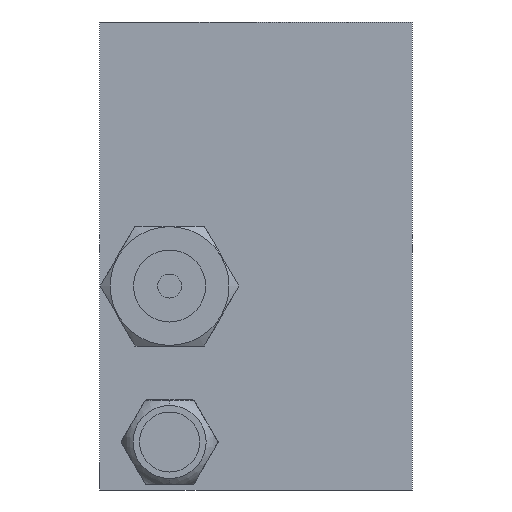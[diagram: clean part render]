
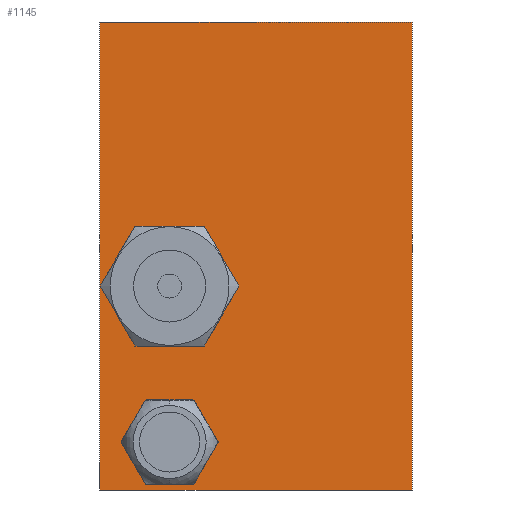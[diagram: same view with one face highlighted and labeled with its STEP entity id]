
A CAD part, left-side view. The second image highlights one B-rep face of the part: STEP entity #1145.
In plain terms, the highlighted planar face has unit normal (-1, 0, 0).
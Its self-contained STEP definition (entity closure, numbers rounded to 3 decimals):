
#31 = CIRCLE ( 'NONE', #2365, 2.525 ) ;
#52 = LINE ( 'NONE', #5684, #165 ) ;
#105 = VECTOR ( 'NONE', #5679, 1000. ) ;
#107 = CIRCLE ( 'NONE', #2366, 2.525 ) ;
#157 = CIRCLE ( 'NONE', #2224, 2.525 ) ;
#163 = LINE ( 'NONE', #5701, #105 ) ;
#165 = VECTOR ( 'NONE', #5682, 1000. ) ;
#236 = VECTOR ( 'NONE', #1240, 1000. ) ;
#244 = LINE ( 'NONE', #1364, #236 ) ;
#444 = FACE_BOUND ( 'NONE', #4172, .T. ) ;
#469 = FACE_OUTER_BOUND ( 'NONE', #4102, .T. ) ;
#475 = FACE_BOUND ( 'NONE', #4015, .T. ) ;
#628 = DIRECTION ( 'NONE',  ( 0., 0., 1. ) ) ;
#629 = DIRECTION ( 'NONE',  ( -1., 0., 0. ) ) ;
#630 = CARTESIAN_POINT ( 'NONE',  ( -37.333, 26.512, -2.5 ) ) ;
#633 = DIRECTION ( 'NONE',  ( 0., -1., 0. ) ) ;
#645 = CARTESIAN_POINT ( 'NONE',  ( -37.333, 6.312, 19.5 ) ) ;
#679 = CARTESIAN_POINT ( 'NONE',  ( -37.333, 6.312, -19.5 ) ) ;
#739 = CARTESIAN_POINT ( 'NONE',  ( -37.333, 26.512, -5.025 ) ) ;
#744 = CARTESIAN_POINT ( 'NONE',  ( -37.333, 26.512, -12.975 ) ) ;
#757 = CARTESIAN_POINT ( 'NONE',  ( -37.333, 32.312, -19.5 ) ) ;
#763 = CARTESIAN_POINT ( 'NONE',  ( -37.333, 6.312, 19.5 ) ) ;
#784 = CARTESIAN_POINT ( 'NONE',  ( -37.333, 32.312, 19.5 ) ) ;
#785 = CARTESIAN_POINT ( 'NONE',  ( -37.333, 26.512, 0.025 ) ) ;
#1145 = ADVANCED_FACE ( 'NONE', ( #444, #475, #469 ), #3033, .F. ) ;
#1240 = DIRECTION ( 'NONE',  ( 0., 0., -1. ) ) ;
#1364 = CARTESIAN_POINT ( 'NONE',  ( -37.333, 6.312, 19.5 ) ) ;
#2224 = AXIS2_PLACEMENT_3D ( 'NONE', #5791, #5786, #5779 ) ;
#2251 = AXIS2_PLACEMENT_3D ( 'NONE', #630, #629, #628 ) ;
#2365 = AXIS2_PLACEMENT_3D ( 'NONE', #5693, #5690, #5687 ) ;
#2366 = AXIS2_PLACEMENT_3D ( 'NONE', #5713, #5712, #5710 ) ;
#3033 = PLANE ( 'NONE',  #4842 ) ;
#3129 = CARTESIAN_POINT ( 'NONE',  ( -37.333, 6.312, 19.5 ) ) ;
#3130 = DIRECTION ( 'NONE',  ( 0., 1., 0. ) ) ;
#3185 = DIRECTION ( 'NONE',  ( 1., 0., 0. ) ) ;
#3631 = ORIENTED_EDGE ( 'NONE', *, *, #5020, .T. ) ;
#3632 = VERTEX_POINT ( 'NONE', #784 ) ;
#3636 = VERTEX_POINT ( 'NONE', #785 ) ;
#3653 = ORIENTED_EDGE ( 'NONE', *, *, #5004, .F. ) ;
#3787 = ORIENTED_EDGE ( 'NONE', *, *, #5017, .F. ) ;
#3838 = VERTEX_POINT ( 'NONE', #763 ) ;
#3857 = ORIENTED_EDGE ( 'NONE', *, *, #5214, .F. ) ;
#3869 = VERTEX_POINT ( 'NONE', #757 ) ;
#3897 = VERTEX_POINT ( 'NONE', #744 ) ;
#3933 = VERTEX_POINT ( 'NONE', #739 ) ;
#4015 = EDGE_LOOP ( 'NONE', ( #4114, #3653 ) ) ;
#4102 = EDGE_LOOP ( 'NONE', ( #4291, #4319, #3857, #3631 ) ) ;
#4114 = ORIENTED_EDGE ( 'NONE', *, *, #5014, .F. ) ;
#4135 = VERTEX_POINT ( 'NONE', #679 ) ;
#4172 = EDGE_LOOP ( 'NONE', ( #3787, #5507 ) ) ;
#4183 = VERTEX_POINT ( 'NONE', #5766 ) ;
#4291 = ORIENTED_EDGE ( 'NONE', *, *, #5021, .T. ) ;
#4319 = ORIENTED_EDGE ( 'NONE', *, *, #5044, .F. ) ;
#4569 = CIRCLE ( 'NONE', #2251, 2.525 ) ;
#4603 = VECTOR ( 'NONE', #633, 1000. ) ;
#4606 = LINE ( 'NONE', #645, #4603 ) ;
#4842 = AXIS2_PLACEMENT_3D ( 'NONE', #3129, #3185, #3130 ) ;
#5004 = EDGE_CURVE ( 'NONE', #4183, #3897, #157, .T. ) ;
#5014 = EDGE_CURVE ( 'NONE', #3897, #4183, #107, .T. ) ;
#5017 = EDGE_CURVE ( 'NONE', #3636, #3933, #31, .T. ) ;
#5020 = EDGE_CURVE ( 'NONE', #3632, #3869, #52, .T. ) ;
#5021 = EDGE_CURVE ( 'NONE', #3869, #4135, #163, .T. ) ;
#5044 = EDGE_CURVE ( 'NONE', #3838, #4135, #244, .T. ) ;
#5214 = EDGE_CURVE ( 'NONE', #3632, #3838, #4606, .T. ) ;
#5238 = EDGE_CURVE ( 'NONE', #3933, #3636, #4569, .T. ) ;
#5507 = ORIENTED_EDGE ( 'NONE', *, *, #5238, .F. ) ;
#5679 = DIRECTION ( 'NONE',  ( 0., -1., 0. ) ) ;
#5682 = DIRECTION ( 'NONE',  ( 0., 0., -1. ) ) ;
#5684 = CARTESIAN_POINT ( 'NONE',  ( -37.333, 32.312, 19.5 ) ) ;
#5687 = DIRECTION ( 'NONE',  ( 0., 0., 1. ) ) ;
#5690 = DIRECTION ( 'NONE',  ( -1., 0., 0. ) ) ;
#5693 = CARTESIAN_POINT ( 'NONE',  ( -37.333, 26.512, -2.5 ) ) ;
#5701 = CARTESIAN_POINT ( 'NONE',  ( -37.333, 6.312, -19.5 ) ) ;
#5710 = DIRECTION ( 'NONE',  ( 0., 0., 1. ) ) ;
#5712 = DIRECTION ( 'NONE',  ( -1., 0., 0. ) ) ;
#5713 = CARTESIAN_POINT ( 'NONE',  ( -37.333, 26.512, -15.5 ) ) ;
#5766 = CARTESIAN_POINT ( 'NONE',  ( -37.333, 26.512, -18.025 ) ) ;
#5779 = DIRECTION ( 'NONE',  ( 0., 0., 1. ) ) ;
#5786 = DIRECTION ( 'NONE',  ( -1., 0., 0. ) ) ;
#5791 = CARTESIAN_POINT ( 'NONE',  ( -37.333, 26.512, -15.5 ) ) ;
